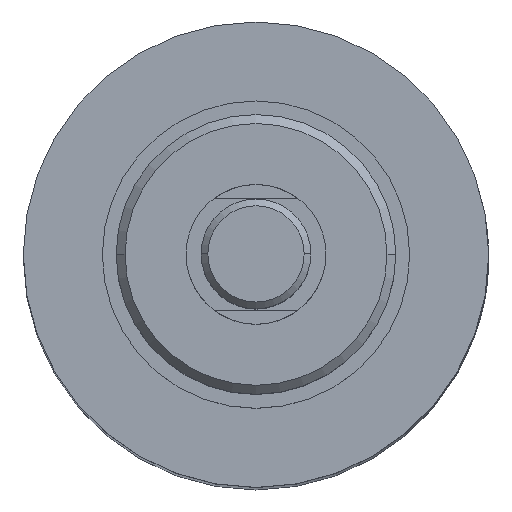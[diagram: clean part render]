
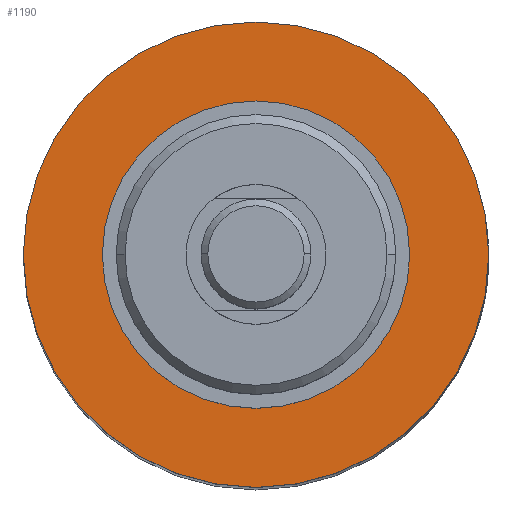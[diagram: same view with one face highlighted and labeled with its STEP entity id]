
A CAD part, top view. The second image highlights one B-rep face of the part: STEP entity #1190.
In plain terms, the highlighted planar face has unit normal (0, 0, 1).
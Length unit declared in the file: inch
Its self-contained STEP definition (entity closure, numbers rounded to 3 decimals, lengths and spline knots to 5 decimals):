
#24 = CIRCLE ( 'NONE', #2269, 0.68675 ) ;
#27 = AXIS2_PLACEMENT_3D ( 'NONE', #695, #2080, #888 ) ;
#154 = ORIENTED_EDGE ( 'NONE', *, *, #1040, .F. ) ;
#167 = AXIS2_PLACEMENT_3D ( 'NONE', #1537, #359, #1735 ) ;
#220 = VERTEX_POINT ( 'NONE', #1506 ) ;
#280 = PLANE ( 'NONE',  #1128 ) ;
#287 = DIRECTION ( 'NONE',  ( 1., 0., 0. ) ) ;
#359 = DIRECTION ( 'NONE',  ( 0., 0., 1. ) ) ;
#379 = ORIENTED_EDGE ( 'NONE', *, *, #1650, .T. ) ;
#468 = VERTEX_POINT ( 'NONE', #776 ) ;
#496 = ORIENTED_EDGE ( 'NONE', *, *, #1967, .F. ) ;
#574 = CARTESIAN_POINT ( 'NONE',  ( 0., 0., 0.92 ) ) ;
#695 = CARTESIAN_POINT ( 'NONE',  ( 0., 0., 0.92 ) ) ;
#776 = CARTESIAN_POINT ( 'NONE',  ( -1.04, 0., 0.92 ) ) ;
#781 = DIRECTION ( 'NONE',  ( 1., 0., 0. ) ) ;
#805 = CIRCLE ( 'NONE', #27, 1.04 ) ;
#836 = CIRCLE ( 'NONE', #2137, 1.04 ) ;
#888 = DIRECTION ( 'NONE',  ( 1., 0., 0. ) ) ;
#1040 = EDGE_CURVE ( 'NONE', #1643, #220, #24, .T. ) ;
#1128 = AXIS2_PLACEMENT_3D ( 'NONE', #1274, #1468, #287 ) ;
#1158 = CARTESIAN_POINT ( 'NONE',  ( -0.68675, 0., 0.92 ) ) ;
#1160 = CARTESIAN_POINT ( 'NONE',  ( 0., 0., 0.92 ) ) ;
#1182 = VERTEX_POINT ( 'NONE', #2466 ) ;
#1190 = ADVANCED_FACE ( 'NONE', ( #2358, #1237 ), #280, .T. ) ;
#1237 = FACE_BOUND ( 'NONE', #1272, .T. ) ;
#1272 = EDGE_LOOP ( 'NONE', ( #154, #496 ) ) ;
#1274 = CARTESIAN_POINT ( 'NONE',  ( 0., 0., 0.92 ) ) ;
#1320 = CIRCLE ( 'NONE', #167, 0.68675 ) ;
#1362 = DIRECTION ( 'NONE',  ( 1., 0., 0. ) ) ;
#1410 = EDGE_CURVE ( 'NONE', #468, #1182, #805, .T. ) ;
#1468 = DIRECTION ( 'NONE',  ( 0., 0., 1. ) ) ;
#1506 = CARTESIAN_POINT ( 'NONE',  ( 0.68675, 0., 0.92 ) ) ;
#1525 = ORIENTED_EDGE ( 'NONE', *, *, #1410, .T. ) ;
#1537 = CARTESIAN_POINT ( 'NONE',  ( 0., 0., 0.92 ) ) ;
#1643 = VERTEX_POINT ( 'NONE', #1158 ) ;
#1650 = EDGE_CURVE ( 'NONE', #1182, #468, #836, .T. ) ;
#1735 = DIRECTION ( 'NONE',  ( 1., 0., 0. ) ) ;
#1961 = DIRECTION ( 'NONE',  ( 0., 0., 1. ) ) ;
#1967 = EDGE_CURVE ( 'NONE', #220, #1643, #1320, .T. ) ;
#2080 = DIRECTION ( 'NONE',  ( 0., 0., 1. ) ) ;
#2137 = AXIS2_PLACEMENT_3D ( 'NONE', #574, #1961, #781 ) ;
#2269 = AXIS2_PLACEMENT_3D ( 'NONE', #1160, #2556, #1362 ) ;
#2358 = FACE_OUTER_BOUND ( 'NONE', #2459, .T. ) ;
#2459 = EDGE_LOOP ( 'NONE', ( #1525, #379 ) ) ;
#2466 = CARTESIAN_POINT ( 'NONE',  ( 1.04, 0., 0.92 ) ) ;
#2556 = DIRECTION ( 'NONE',  ( 0., 0., 1. ) ) ;
